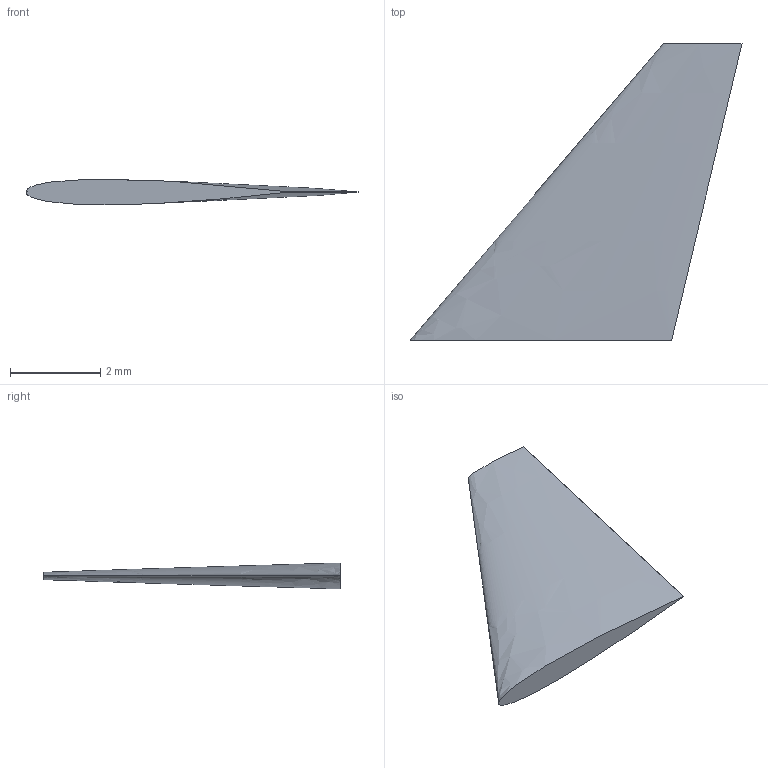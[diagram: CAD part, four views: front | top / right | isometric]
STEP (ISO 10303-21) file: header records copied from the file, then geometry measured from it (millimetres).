
FILE_DESCRIPTION(('Open CASCADE Model'),'2;1');
FILE_NAME('Open CASCADE Shape Model','2023-07-27T13:08:13',('ESP EGADS') ,('Open CASCADE'),'Open CASCADE STEP processor 7.6','Open CASCADE 7.6' ,'Unknown');
FILE_SCHEMA(('AUTOMOTIVE_DESIGN { 1 0 10303 214 1 1 1 1 }'));
Length unit declared in the file: millimetre
Products named in the file (1): Open CASCADE STEP translator 7.6 4
Bounding box: 7.38 x 6.59 x 0.58 mm (x, y, z)
Volume: 7 mm3; surface area: 53.5 mm2
Topology: 1 solids, 1 shells, 5 faces, 9 edges, 6 vertices
Faces by surface type: bspline 3, plane 2
Entity records: 1093 total; most frequent: CARTESIAN_POINT 921, DIRECTION 18, ORIENTED_EDGE 18, PCURVE 18, DEFINITIONAL_REPRESENTATION 18, B_SPLINE_CURVE_WITH_KNOTS 15, LINE 12, VECTOR 12
